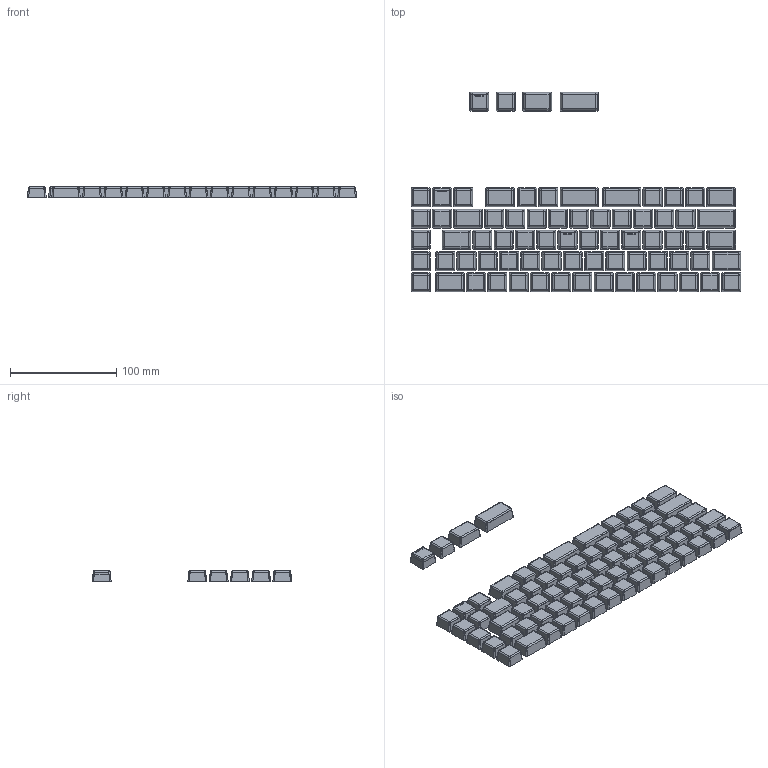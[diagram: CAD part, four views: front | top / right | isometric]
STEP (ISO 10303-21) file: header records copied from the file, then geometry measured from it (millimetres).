
FILE_DESCRIPTION(/* description */ (''),/* implementation_level */ '2;1');
FILE_NAME(/* name */ 'Launch Lite Keycaps v4.step',/* time_stamp */ '2024-01-30T17:20:04-07:00',/* author */ (''),/* organization */ (''),/* preprocessor_version */ 'ST-DEVELOPER v20',/* originating_system */ 'Autodesk Translation Framework v12.14.0.127',/* authorisation */ '');
FILE_SCHEMA (('AUTOMOTIVE_DESIGN { 1 0 10303 214 3 1 1 }'));
Products named in the file (1): Launch Lite Keycaps
Bounding box: 310 x 188 x 10.3 mm (x, y, z)
Volume: 83523.8 mm3; surface area: 158920.4 mm2
Topology: 74 solids, 74 shells, 3000 faces, 6894 edges, 4284 vertices
Faces by surface type: plane 1982, cylinder 706, sphere 312
Full cylindrical faces by diameter (mm): 5.6 x82
Entity records: 82982 total; most frequent: DIRECTION 14308, CARTESIAN_POINT 14179, ORIENTED_EDGE 13788, EDGE_CURVE 6894, LINE 5482, VECTOR 5482, AXIS2_PLACEMENT_3D 4413, VERTEX_POINT 4284
